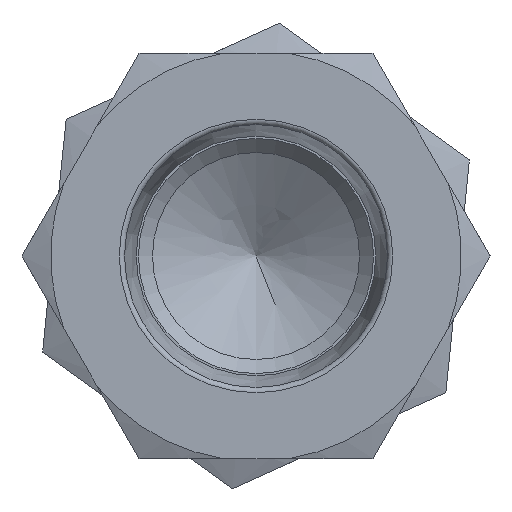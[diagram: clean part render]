
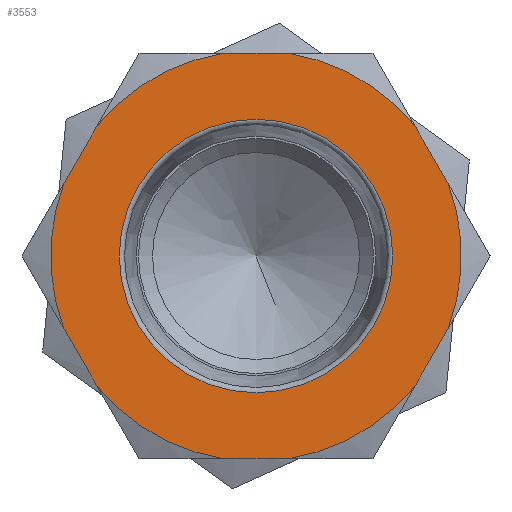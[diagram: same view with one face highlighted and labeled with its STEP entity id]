
A CAD part, left-side view. The second image highlights one B-rep face of the part: STEP entity #3553.
In plain terms, the highlighted planar face has unit normal (-1, 0, 0).
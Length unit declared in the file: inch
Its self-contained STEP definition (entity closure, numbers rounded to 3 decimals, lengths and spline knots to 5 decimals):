
#2997=CARTESIAN_POINT('',(0.,0.06144,0.375));
#2998=VERTEX_POINT('',#2997);
#3012=CARTESIAN_POINT('',(0.,-0.06144,0.375));
#3013=VERTEX_POINT('',#3012);
#3014=CARTESIAN_POINT('',(0.0,-0.06144,0.375));
#3015=DIRECTION('',(0.0,1.0,0.0));
#3016=VECTOR('',#3015,0.12288);
#3017=LINE('',#3014,#3016);
#3018=EDGE_CURVE('',#3013,#2998,#3017,.T.);
#3418=CARTESIAN_POINT('',(0.0,0.,0.2531));
#3419=VERTEX_POINT('',#3418);
#3420=CARTESIAN_POINT('',(0.0,0.0,0.0));
#3421=DIRECTION('',(-1.0,0.0,0.0));
#3422=DIRECTION('',(0.0,0.0,-1.0));
#3423=AXIS2_PLACEMENT_3D('',#3420,#3421,#3422);
#3424=CIRCLE('',#3423,0.2531);
#3425=EDGE_CURVE('',#3419,#3419,#3424,.T.);
#3450=CARTESIAN_POINT('',(0.0,0.0,0.));
#3451=DIRECTION('',(1.0,0.0,0.0));
#3452=DIRECTION('',(0.0,0.0,-1.0));
#3453=AXIS2_PLACEMENT_3D('',#3450,#3451,#3452);
#3454=PLANE('',#3453);
#3455=CARTESIAN_POINT('',(0.,-0.06144,-0.375));
#3456=VERTEX_POINT('',#3455);
#3457=CARTESIAN_POINT('',(0.,-0.29404,-0.24071));
#3458=VERTEX_POINT('',#3457);
#3459=CARTESIAN_POINT('',(0.0,0.0,0.0));
#3460=DIRECTION('',(-1.0,0.0,0.0));
#3461=DIRECTION('',(0.0,1.0,0.0));
#3462=AXIS2_PLACEMENT_3D('',#3459,#3460,#3461);
#3463=CIRCLE('',#3462,0.38);
#3464=EDGE_CURVE('',#3456,#3458,#3463,.T.);
#3465=ORIENTED_EDGE('',*,*,#3464,.T.);
#3466=CARTESIAN_POINT('',(0.,-0.35548,-0.13429));
#3467=VERTEX_POINT('',#3466);
#3468=CARTESIAN_POINT('',(0.0,-0.29404,-0.24071));
#3469=DIRECTION('',(0.0,-0.5,0.866));
#3470=VECTOR('',#3469,0.12288);
#3471=LINE('',#3468,#3470);
#3472=EDGE_CURVE('',#3458,#3467,#3471,.T.);
#3473=ORIENTED_EDGE('',*,*,#3472,.T.);
#3474=CARTESIAN_POINT('',(0.,-0.35548,0.13429));
#3475=VERTEX_POINT('',#3474);
#3476=CARTESIAN_POINT('',(0.0,0.0,0.0));
#3477=DIRECTION('',(-1.0,0.0,0.0));
#3478=DIRECTION('',(0.0,1.0,0.0));
#3479=AXIS2_PLACEMENT_3D('',#3476,#3477,#3478);
#3480=CIRCLE('',#3479,0.38);
#3481=EDGE_CURVE('',#3467,#3475,#3480,.T.);
#3482=ORIENTED_EDGE('',*,*,#3481,.T.);
#3483=CARTESIAN_POINT('',(0.,-0.29404,0.24071));
#3484=VERTEX_POINT('',#3483);
#3485=CARTESIAN_POINT('',(0.0,-0.35548,0.13429));
#3486=DIRECTION('',(0.0,0.5,0.866));
#3487=VECTOR('',#3486,0.12288);
#3488=LINE('',#3485,#3487);
#3489=EDGE_CURVE('',#3475,#3484,#3488,.T.);
#3490=ORIENTED_EDGE('',*,*,#3489,.T.);
#3491=CARTESIAN_POINT('',(0.0,0.0,0.0));
#3492=DIRECTION('',(-1.0,0.0,0.0));
#3493=DIRECTION('',(0.0,1.0,0.0));
#3494=AXIS2_PLACEMENT_3D('',#3491,#3492,#3493);
#3495=CIRCLE('',#3494,0.38);
#3496=EDGE_CURVE('',#3484,#3013,#3495,.T.);
#3497=ORIENTED_EDGE('',*,*,#3496,.T.);
#3498=ORIENTED_EDGE('',*,*,#3018,.T.);
#3499=CARTESIAN_POINT('',(0.,0.29404,0.24071));
#3500=VERTEX_POINT('',#3499);
#3501=CARTESIAN_POINT('',(0.0,0.0,0.0));
#3502=DIRECTION('',(-1.0,0.0,0.0));
#3503=DIRECTION('',(0.0,1.0,0.0));
#3504=AXIS2_PLACEMENT_3D('',#3501,#3502,#3503);
#3505=CIRCLE('',#3504,0.38);
#3506=EDGE_CURVE('',#2998,#3500,#3505,.T.);
#3507=ORIENTED_EDGE('',*,*,#3506,.T.);
#3508=CARTESIAN_POINT('',(0.,0.35548,0.13429));
#3509=VERTEX_POINT('',#3508);
#3510=CARTESIAN_POINT('',(0.0,0.29404,0.24071));
#3511=DIRECTION('',(0.0,0.5,-0.866));
#3512=VECTOR('',#3511,0.12288);
#3513=LINE('',#3510,#3512);
#3514=EDGE_CURVE('',#3500,#3509,#3513,.T.);
#3515=ORIENTED_EDGE('',*,*,#3514,.T.);
#3516=CARTESIAN_POINT('',(0.,0.35548,-0.13429));
#3517=VERTEX_POINT('',#3516);
#3518=CARTESIAN_POINT('',(0.0,0.0,0.0));
#3519=DIRECTION('',(-1.0,0.0,0.0));
#3520=DIRECTION('',(0.0,1.0,0.0));
#3521=AXIS2_PLACEMENT_3D('',#3518,#3519,#3520);
#3522=CIRCLE('',#3521,0.38);
#3523=EDGE_CURVE('',#3509,#3517,#3522,.T.);
#3524=ORIENTED_EDGE('',*,*,#3523,.T.);
#3525=CARTESIAN_POINT('',(0.,0.29404,-0.24071));
#3526=VERTEX_POINT('',#3525);
#3527=CARTESIAN_POINT('',(0.0,0.35548,-0.13429));
#3528=DIRECTION('',(0.0,-0.5,-0.866));
#3529=VECTOR('',#3528,0.12288);
#3530=LINE('',#3527,#3529);
#3531=EDGE_CURVE('',#3517,#3526,#3530,.T.);
#3532=ORIENTED_EDGE('',*,*,#3531,.T.);
#3533=CARTESIAN_POINT('',(0.,0.06144,-0.375));
#3534=VERTEX_POINT('',#3533);
#3535=CARTESIAN_POINT('',(0.0,0.0,0.0));
#3536=DIRECTION('',(-1.0,0.0,0.0));
#3537=DIRECTION('',(0.0,1.0,0.0));
#3538=AXIS2_PLACEMENT_3D('',#3535,#3536,#3537);
#3539=CIRCLE('',#3538,0.38);
#3540=EDGE_CURVE('',#3526,#3534,#3539,.T.);
#3541=ORIENTED_EDGE('',*,*,#3540,.T.);
#3542=CARTESIAN_POINT('',(0.0,0.06144,-0.375));
#3543=DIRECTION('',(0.0,-1.0,0.0));
#3544=VECTOR('',#3543,0.12288);
#3545=LINE('',#3542,#3544);
#3546=EDGE_CURVE('',#3534,#3456,#3545,.T.);
#3547=ORIENTED_EDGE('',*,*,#3546,.T.);
#3548=EDGE_LOOP('',(#3465,#3473,#3482,#3490,#3497,#3498,#3507,#3515,#3524,#3532,#3541,#3547));
#3549=FACE_OUTER_BOUND('',#3548,.T.);
#3550=ORIENTED_EDGE('',*,*,#3425,.F.);
#3551=EDGE_LOOP('',(#3550));
#3552=FACE_BOUND('',#3551,.T.);
#3553=ADVANCED_FACE('',(#3549,#3552),#3454,.F.);
